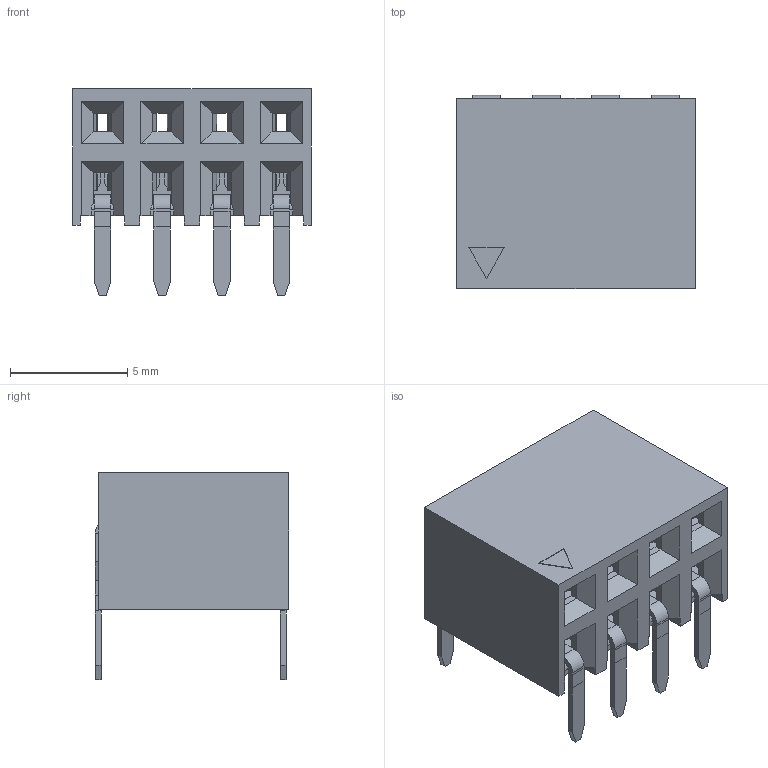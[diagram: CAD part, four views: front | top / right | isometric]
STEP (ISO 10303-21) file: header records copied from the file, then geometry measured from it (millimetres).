
FILE_DESCRIPTION(/* description */ (''),/* implementation_level */ '2;1');
FILE_NAME(/* name */ '388-08-2-1-xx.stp',/* time_stamp */ '2025-07-14T10:52:32+02:00',/* author */ ('andreas.larin'),/* organization */ (''),/* preprocessor_version */ 'ST-DEVELOPER v20',/* originating_system */ 'Autodesk Inventor 2025',/* authorisation */ '');
FILE_SCHEMA (('AUTOMOTIVE_DESIGN { 1 0 10303 214 3 1 1 }'));
Length unit declared in the file: millimetre
Products named in the file (1): 388-08-2-1-xx
Bounding box: 10.16 x 8.22 x 8.82 mm (x, y, z)
Volume: 311.3 mm3; surface area: 1280.4 mm2
Topology: 9 solids, 9 shells, 1138 faces, 2829 edges, 1702 vertices
Faces by surface type: plane 730, cylinder 336, bspline 72
Entity records: 36129 total; most frequent: CARTESIAN_POINT 9235, ORIENTED_EDGE 5658, DIRECTION 5467, EDGE_CURVE 2829, LINE 2069, VECTOR 2069, VERTEX_POINT 1702, AXIS2_PLACEMENT_3D 1699
